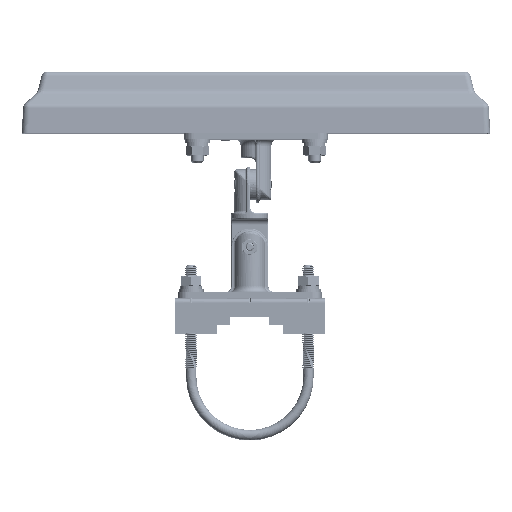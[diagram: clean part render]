
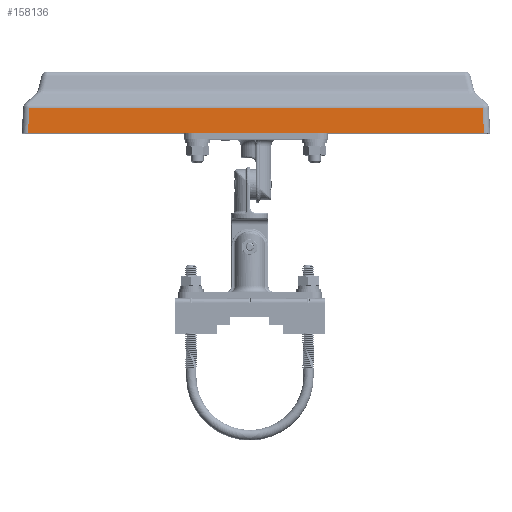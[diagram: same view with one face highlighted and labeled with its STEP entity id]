
A CAD part, top view. The second image highlights one B-rep face of the part: STEP entity #158136.
In plain terms, the highlighted planar face has unit normal (0, 0.035, 0.999).
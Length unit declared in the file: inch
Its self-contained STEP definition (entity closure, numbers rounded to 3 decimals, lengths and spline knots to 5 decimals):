
#1067 = EDGE_LOOP ( 'NONE', ( #165708, #74086, #187576, #40089 ) ) ;
#5771 = LINE ( 'NONE', #105613, #188518 ) ;
#8891 = PLANE ( 'NONE',  #148268 ) ;
#34140 = VECTOR ( 'NONE', #139074, 39.37008 ) ;
#35501 = CARTESIAN_POINT ( 'NONE',  ( -4.34354, 0.48019, 2.1978 ) ) ;
#40089 = ORIENTED_EDGE ( 'NONE', *, *, #132343, .T. ) ;
#42641 = VERTEX_POINT ( 'NONE', #140676 ) ;
#69554 = EDGE_CURVE ( 'NONE', #184397, #85614, #108149, .T. ) ;
#74086 = ORIENTED_EDGE ( 'NONE', *, *, #69554, .T. ) ;
#85614 = VERTEX_POINT ( 'NONE', #188718 ) ;
#87197 = VERTEX_POINT ( 'NONE', #147901 ) ;
#103359 = EDGE_CURVE ( 'NONE', #87197, #85614, #165969, .T. ) ;
#105613 = CARTESIAN_POINT ( 'NONE',  ( 4.34354, 0.48019, 2.1978 ) ) ;
#108149 = LINE ( 'NONE', #110029, #184680 ) ;
#110029 = CARTESIAN_POINT ( 'NONE',  ( -4.36031, 0., 2.21457 ) ) ;
#110323 = DIRECTION ( 'NONE',  ( -0.035, -0.999, 0.035 ) ) ;
#110691 = EDGE_CURVE ( 'NONE', #42641, #184397, #155450, .T. ) ;
#114808 = VECTOR ( 'NONE', #110323, 39.37008 ) ;
#132343 = EDGE_CURVE ( 'NONE', #87197, #42641, #5771, .T. ) ;
#136035 = CARTESIAN_POINT ( 'NONE',  ( -4.36031, 0., 2.21457 ) ) ;
#137196 = CARTESIAN_POINT ( 'NONE',  ( 4.34354, 0.48019, 2.1978 ) ) ;
#139074 = DIRECTION ( 'NONE',  ( 0.035, -0.999, 0.035 ) ) ;
#140676 = CARTESIAN_POINT ( 'NONE',  ( -4.34354, 0.48019, 2.1978 ) ) ;
#147901 = CARTESIAN_POINT ( 'NONE',  ( 4.34354, 0.48019, 2.1978 ) ) ;
#148268 = AXIS2_PLACEMENT_3D ( 'NONE', #185460, #172950, #186409 ) ;
#155450 = LINE ( 'NONE', #35501, #114808 ) ;
#158136 = ADVANCED_FACE ( 'NONE', ( #184518 ), #8891, .T. ) ;
#164153 = DIRECTION ( 'NONE',  ( -1., 0., 0. ) ) ;
#165708 = ORIENTED_EDGE ( 'NONE', *, *, #110691, .T. ) ;
#165969 = LINE ( 'NONE', #137196, #34140 ) ;
#168584 = DIRECTION ( 'NONE',  ( 1., 0., 0. ) ) ;
#172950 = DIRECTION ( 'NONE',  ( 0., 0.035, 0.999 ) ) ;
#184397 = VERTEX_POINT ( 'NONE', #136035 ) ;
#184518 = FACE_OUTER_BOUND ( 'NONE', #1067, .T. ) ;
#184680 = VECTOR ( 'NONE', #168584, 39.37008 ) ;
#185460 = CARTESIAN_POINT ( 'NONE',  ( -4.64961, 0., 2.21457 ) ) ;
#186409 = DIRECTION ( 'NONE',  ( 1., 0., 0. ) ) ;
#187576 = ORIENTED_EDGE ( 'NONE', *, *, #103359, .F. ) ;
#188518 = VECTOR ( 'NONE', #164153, 39.37008 ) ;
#188718 = CARTESIAN_POINT ( 'NONE',  ( 4.36031, 0., 2.21457 ) ) ;
